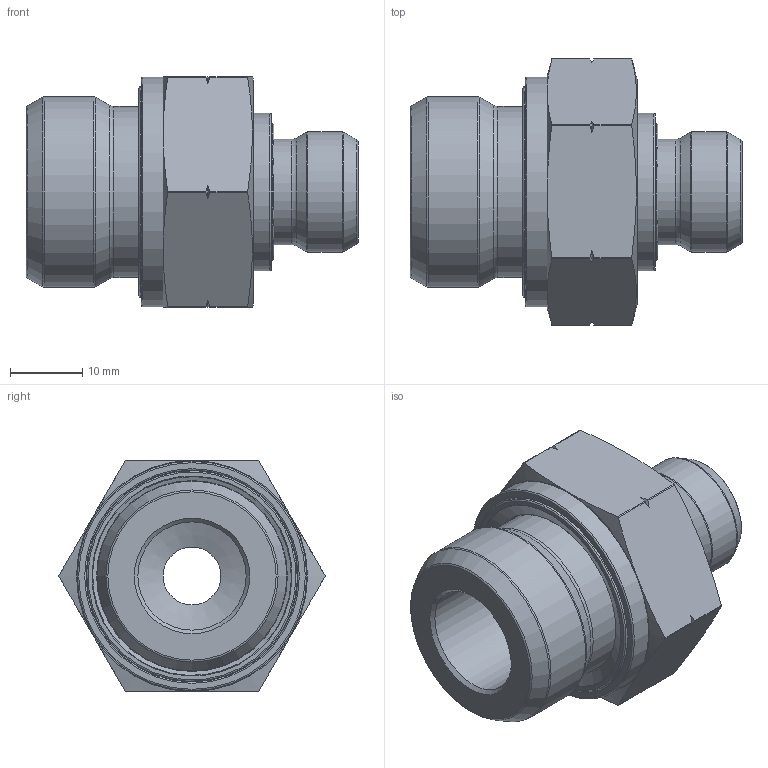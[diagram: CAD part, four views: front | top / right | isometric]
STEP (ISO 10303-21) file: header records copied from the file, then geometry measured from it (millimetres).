
FILE_DESCRIPTION(/* description */ (''),/* implementation_level */ '2;1');
FILE_NAME(/* name */ 'DU20-12.stp',/* time_stamp */ '2025-01-08T12:10:28+01:00',/* author */ (''),/* organization */ (''),/* preprocessor_version */ 'ST-DEVELOPER v16',/* originating_system */ 'SIEMENS PLM Software NX 10.0',/* authorisation */ '');
FILE_SCHEMA (('CONFIG_CONTROL_DESIGN'));
Length unit declared in the file: millimetre
Products named in the file (3): X-UR-20; X-UR-12; X-DU34-38
Assembly tree (2 placements, depth 2):
  X-DU34-38
    X-UR-12
    X-UR-20
Bounding box: 46 x 36.9 x 32 mm (x, y, z)
Volume: 19225.2 mm3; surface area: 8330.5 mm2
Topology: 3 solids, 3 shells, 93 faces, 219 edges, 138 vertices
Faces by surface type: cone 28, cylinder 26, torus 21, plane 18
Full cylindrical faces by diameter (mm): 8 x1, 14.6 x1, 14.7 x1, 15 x1, 16.7 x1, 18.9 x1, 19.05 x1, 21.8 x1, 23.7 x1, 23.9 x1, 26.44 x1, 29.2 x1, 29.345 x1, 31.8 x1
Entity records: 2888 total; most frequent: CARTESIAN_POINT 798, DIRECTION 352, ORIENTED_EDGE 316, AXIS2_PLACEMENT_3D 164, EDGE_CURVE 158, EDGE_LOOP 150, VERTEX_POINT 122, FACE_BOUND 114
